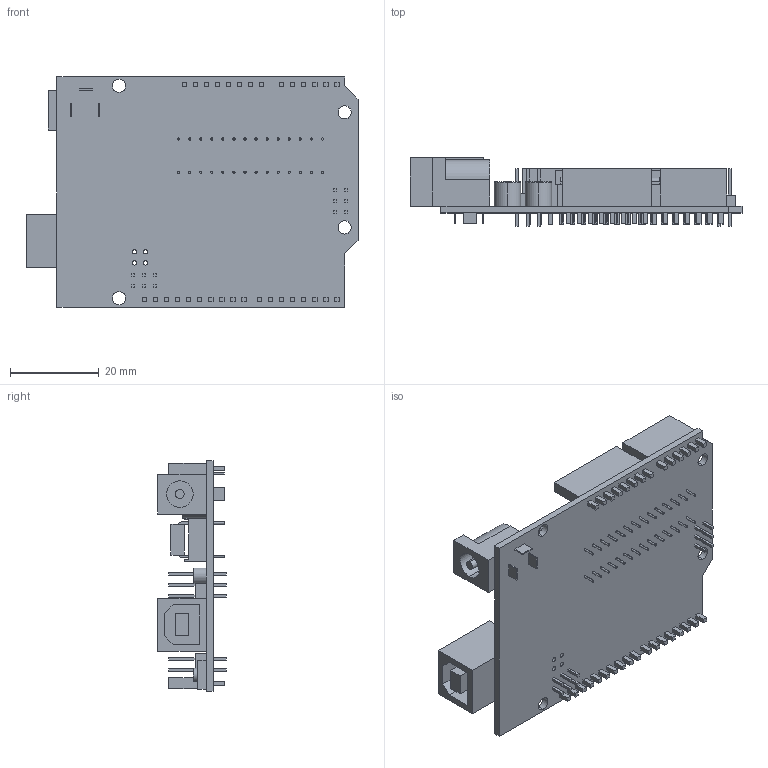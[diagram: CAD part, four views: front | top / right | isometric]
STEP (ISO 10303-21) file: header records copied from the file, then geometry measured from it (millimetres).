
FILE_DESCRIPTION (( 'STEP AP214' ), '1' );
FILE_NAME ('Arduino Uno.STEP', '2015-09-27T15:58:05', ( '' ), ( '' ), 'SwSTEP 2.0', 'SolidWorks 2015', '' );
FILE_SCHEMA (( 'AUTOMOTIVE_DESIGN' ));
Length unit declared in the file: millimetre
Products named in the file (1): Arduino Uno
Bounding box: 75 x 15.5 x 52 mm (x, y, z)
Volume: 12261.3 mm3; surface area: 17476.6 mm2
Topology: 103 solids, 103 shells, 1038 faces, 2228 edges, 1440 vertices
Faces by surface type: plane 921, cylinder 111, torus 6
Entity records: 38697 total; most frequent: CARTESIAN_POINT 4707, DIRECTION 4538, ORIENTED_EDGE 4456, EDGE_CURVE 2228, LINE 1996, VECTOR 1996, VERTEX_POINT 1440, AXIS2_PLACEMENT_3D 1271
